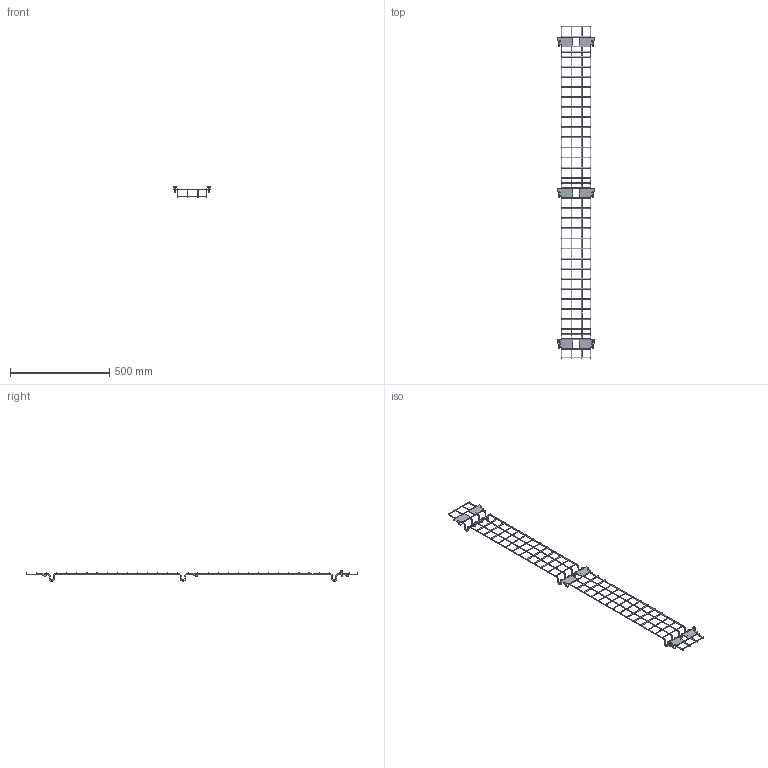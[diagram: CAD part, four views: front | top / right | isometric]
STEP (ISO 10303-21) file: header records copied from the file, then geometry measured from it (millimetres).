
FILE_DESCRIPTION (( 'STEP AP214' ), '1' );
FILE_NAME ('X00666.STEP', '2024-02-23T11:06:33', ( '' ), ( '' ), 'SwSTEP 2.0', 'SolidWorks 2023', '' );
FILE_SCHEMA (( 'AUTOMOTIVE_DESIGN' ));
Length unit declared in the file: inch
Products named in the file (1): X00666
Bounding box: 185.75 x 1673.22 x 53.41 mm (x, y, z)
Volume: 234806.5 mm3; surface area: 212691.1 mm2
Topology: 51 solids, 51 shells, 399 faces, 837 edges, 544 vertices
Faces by surface type: plane 190, cylinder 137, torus 56, cone 12, bspline 4
Full cylindrical faces by diameter (mm): 4.064 x89, 4.763 x2, 5.105 x2, 6.229 x2, 6.35 x2
Entity records: 10149 total; most frequent: CARTESIAN_POINT 1976, DIRECTION 1642, ORIENTED_EDGE 1194, AXIS2_PLACEMENT_3D 679, EDGE_CURVE 597, EDGE_LOOP 572, FACE_OUTER_BOUND 552, VERTEX_POINT 469
